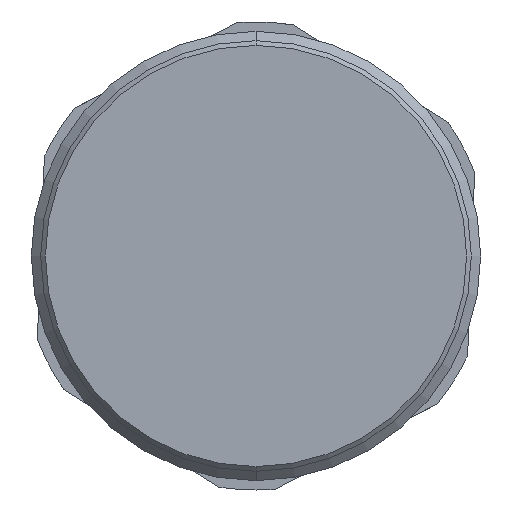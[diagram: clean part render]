
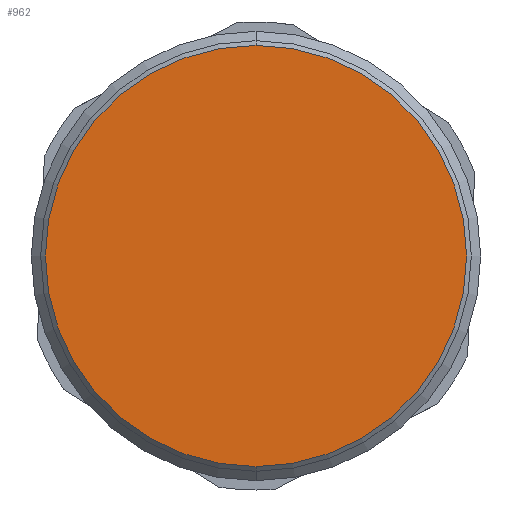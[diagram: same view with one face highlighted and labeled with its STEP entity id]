
A CAD part, front view. The second image highlights one B-rep face of the part: STEP entity #962.
In plain terms, the highlighted planar face has unit normal (0, -1, 0).
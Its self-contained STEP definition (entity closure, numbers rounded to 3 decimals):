
#434 = CARTESIAN_POINT ( 'NONE',  ( 0., 0., 22.5 ) ) ;
#440 = CARTESIAN_POINT ( 'NONE',  ( 0., 0., -22.5 ) ) ;
#455 = EDGE_LOOP ( 'NONE', ( #591, #594 ) ) ;
#591 = ORIENTED_EDGE ( 'NONE', *, *, #928, .T. ) ;
#594 = ORIENTED_EDGE ( 'NONE', *, *, #998, .T. ) ;
#636 = VERTEX_POINT ( 'NONE', #440 ) ;
#642 = VERTEX_POINT ( 'NONE', #434 ) ;
#832 = CIRCLE ( 'NONE', #1215, 22.5 ) ;
#859 = CIRCLE ( 'NONE', #1144, 22.5 ) ;
#928 = EDGE_CURVE ( 'NONE', #642, #636, #859, .T. ) ;
#962 = ADVANCED_FACE ( 'NONE', ( #1193 ), #1520, .F. ) ;
#998 = EDGE_CURVE ( 'NONE', #636, #642, #832, .T. ) ;
#1065 = AXIS2_PLACEMENT_3D ( 'NONE', #1338, #1498, #1488 ) ;
#1144 = AXIS2_PLACEMENT_3D ( 'NONE', #1485, #1423, #1532 ) ;
#1193 = FACE_OUTER_BOUND ( 'NONE', #455, .T. ) ;
#1215 = AXIS2_PLACEMENT_3D ( 'NONE', #1607, #1587, #1477 ) ;
#1338 = CARTESIAN_POINT ( 'NONE',  ( 0., 0., 0. ) ) ;
#1423 = DIRECTION ( 'NONE',  ( 0., -1., 0. ) ) ;
#1477 = DIRECTION ( 'NONE',  ( 0., 0., 1. ) ) ;
#1485 = CARTESIAN_POINT ( 'NONE',  ( 0., 0., 0. ) ) ;
#1488 = DIRECTION ( 'NONE',  ( 0., 0., 1. ) ) ;
#1498 = DIRECTION ( 'NONE',  ( 0., 1., 0. ) ) ;
#1520 = PLANE ( 'NONE',  #1065 ) ;
#1532 = DIRECTION ( 'NONE',  ( 0., 0., 1. ) ) ;
#1587 = DIRECTION ( 'NONE',  ( 0., -1., 0. ) ) ;
#1607 = CARTESIAN_POINT ( 'NONE',  ( 0., 0., 0. ) ) ;
